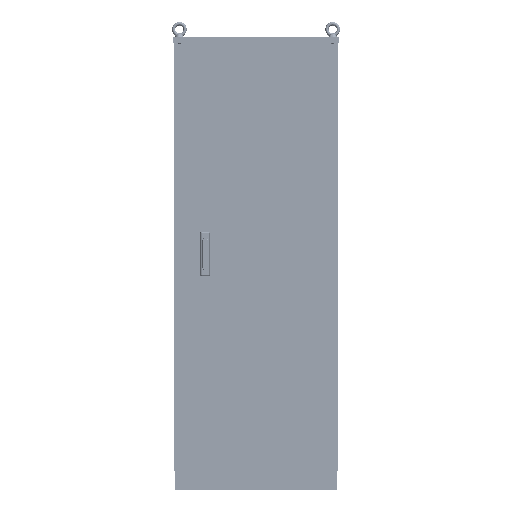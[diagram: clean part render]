
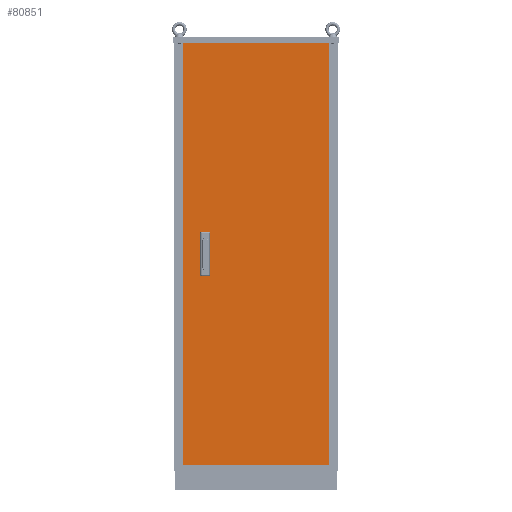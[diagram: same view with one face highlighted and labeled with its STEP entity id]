
A CAD part, top view. The second image highlights one B-rep face of the part: STEP entity #80851.
In plain terms, the highlighted planar face has unit normal (0, 0, 1).
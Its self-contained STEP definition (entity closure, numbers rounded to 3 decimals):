
#126 = VERTEX_POINT ( 'NONE', #85679 ) ;
#656 = CARTESIAN_POINT ( 'NONE',  ( -471., -75.25, 1.5 ) ) ;
#1363 = LINE ( 'NONE', #91182, #74808 ) ;
#4390 = VECTOR ( 'NONE', #12853, 1000. ) ;
#6674 = ORIENTED_EDGE ( 'NONE', *, *, #62416, .T. ) ;
#7252 = VERTEX_POINT ( 'NONE', #85525 ) ;
#7760 = DIRECTION ( 'NONE',  ( 0., -1., 0. ) ) ;
#8149 = EDGE_LOOP ( 'NONE', ( #64222, #77615, #38725, #86611 ) ) ;
#8824 = VECTOR ( 'NONE', #19733, 1000. ) ;
#10483 = CARTESIAN_POINT ( 'NONE',  ( -471., 24.75, 1.5 ) ) ;
#11099 = VECTOR ( 'NONE', #56184, 1000. ) ;
#11974 = ORIENTED_EDGE ( 'NONE', *, *, #61458, .F. ) ;
#12853 = DIRECTION ( 'NONE',  ( -1., 0., 0. ) ) ;
#13419 = VECTOR ( 'NONE', #83925, 1000. ) ;
#16230 = VERTEX_POINT ( 'NONE', #66852 ) ;
#18607 = DIRECTION ( 'NONE',  ( 0., -1., 0. ) ) ;
#19733 = DIRECTION ( 'NONE',  ( 0., 1., 0. ) ) ;
#20748 = CARTESIAN_POINT ( 'NONE',  ( -540., 778.5, 1.5 ) ) ;
#22217 = VERTEX_POINT ( 'NONE', #33232 ) ;
#22282 = DIRECTION ( 'NONE',  ( 1., 0., 0. ) ) ;
#23289 = LINE ( 'NONE', #76660, #4390 ) ;
#23496 = FACE_OUTER_BOUND ( 'NONE', #46077, .T. ) ;
#25533 = LINE ( 'NONE', #26911, #8824 ) ;
#25741 = DIRECTION ( 'NONE',  ( 0., 0., 1. ) ) ;
#26908 = EDGE_LOOP ( 'NONE', ( #80829, #34144, #11974, #63226 ) ) ;
#26911 = CARTESIAN_POINT ( 'NONE',  ( 0., 778.5, 1.5 ) ) ;
#28875 = ORIENTED_EDGE ( 'NONE', *, *, #62017, .T. ) ;
#29232 = CARTESIAN_POINT ( 'NONE',  ( -471., 24.75, 1.5 ) ) ;
#30066 = VECTOR ( 'NONE', #49025, 1000. ) ;
#31518 = VERTEX_POINT ( 'NONE', #41068 ) ;
#32580 = VECTOR ( 'NONE', #72216, 1000. ) ;
#33232 = CARTESIAN_POINT ( 'NONE',  ( -540., 778.5, 1.5 ) ) ;
#34144 = ORIENTED_EDGE ( 'NONE', *, *, #61327, .F. ) ;
#35579 = VECTOR ( 'NONE', #22282, 1000. ) ;
#36829 = VECTOR ( 'NONE', #48189, 1000. ) ;
#36914 = LINE ( 'NONE', #91783, #89118 ) ;
#37146 = VERTEX_POINT ( 'NONE', #54183 ) ;
#38725 = ORIENTED_EDGE ( 'NONE', *, *, #60781, .F. ) ;
#41045 = CARTESIAN_POINT ( 'NONE',  ( -445.5, -75.25, 1.5 ) ) ;
#41068 = CARTESIAN_POINT ( 'NONE',  ( -471., 75.25, 1.5 ) ) ;
#41973 = CARTESIAN_POINT ( 'NONE',  ( 0., -778.5, 1.5 ) ) ;
#42162 = DIRECTION ( 'NONE',  ( 0., 1., 0. ) ) ;
#42355 = VECTOR ( 'NONE', #7760, 1000. ) ;
#46077 = EDGE_LOOP ( 'NONE', ( #51068, #28875, #6674, #65538 ) ) ;
#48071 = LINE ( 'NONE', #54037, #64773 ) ;
#48189 = DIRECTION ( 'NONE',  ( 0., 1., 0. ) ) ;
#48500 = CARTESIAN_POINT ( 'NONE',  ( -471., -75.25, 1.5 ) ) ;
#48907 = VERTEX_POINT ( 'NONE', #65609 ) ;
#48944 = LINE ( 'NONE', #70264, #30066 ) ;
#49025 = DIRECTION ( 'NONE',  ( -1., 0., 0. ) ) ;
#50588 = CARTESIAN_POINT ( 'NONE',  ( -540., -778.5, 1.5 ) ) ;
#50929 = CARTESIAN_POINT ( 'NONE',  ( -445.5, -24.75, 1.5 ) ) ;
#51068 = ORIENTED_EDGE ( 'NONE', *, *, #61884, .T. ) ;
#51476 = LINE ( 'NONE', #29232, #32580 ) ;
#53460 = VERTEX_POINT ( 'NONE', #78044 ) ;
#54037 = CARTESIAN_POINT ( 'NONE',  ( -471., 75.25, 1.5 ) ) ;
#54183 = CARTESIAN_POINT ( 'NONE',  ( -445.5, -75.25, 1.5 ) ) ;
#54509 = LINE ( 'NONE', #50588, #35579 ) ;
#56184 = DIRECTION ( 'NONE',  ( 0., -1., 0. ) ) ;
#58138 = AXIS2_PLACEMENT_3D ( 'NONE', #61167, #25741, #75513 ) ;
#60220 = VERTEX_POINT ( 'NONE', #41973 ) ;
#60357 = EDGE_CURVE ( 'NONE', #91570, #53460, #51476, .T. ) ;
#60665 = EDGE_CURVE ( 'NONE', #31518, #91570, #48071, .T. ) ;
#60781 = EDGE_CURVE ( 'NONE', #16230, #31518, #1363, .T. ) ;
#60811 = EDGE_CURVE ( 'NONE', #53460, #16230, #36914, .T. ) ;
#61167 = CARTESIAN_POINT ( 'NONE',  ( 0., 0., 1.5 ) ) ;
#61295 = LINE ( 'NONE', #656, #42355 ) ;
#61297 = EDGE_CURVE ( 'NONE', #37146, #86834, #91213, .T. ) ;
#61315 = FACE_BOUND ( 'NONE', #26908, .T. ) ;
#61327 = EDGE_CURVE ( 'NONE', #62303, #37146, #70275, .T. ) ;
#61458 = EDGE_CURVE ( 'NONE', #7252, #62303, #61295, .T. ) ;
#61870 = EDGE_CURVE ( 'NONE', #86834, #7252, #48944, .T. ) ;
#61884 = EDGE_CURVE ( 'NONE', #22217, #48907, #86734, .T. ) ;
#62017 = EDGE_CURVE ( 'NONE', #48907, #60220, #54509, .T. ) ;
#62303 = VERTEX_POINT ( 'NONE', #67973 ) ;
#62416 = EDGE_CURVE ( 'NONE', #60220, #126, #25533, .T. ) ;
#62426 = EDGE_CURVE ( 'NONE', #126, #22217, #23289, .T. ) ;
#63226 = ORIENTED_EDGE ( 'NONE', *, *, #61870, .F. ) ;
#64222 = ORIENTED_EDGE ( 'NONE', *, *, #60357, .F. ) ;
#64773 = VECTOR ( 'NONE', #18607, 1000. ) ;
#65538 = ORIENTED_EDGE ( 'NONE', *, *, #62426, .T. ) ;
#65609 = CARTESIAN_POINT ( 'NONE',  ( -540., -778.5, 1.5 ) ) ;
#66852 = CARTESIAN_POINT ( 'NONE',  ( -445.5, 75.25, 1.5 ) ) ;
#67973 = CARTESIAN_POINT ( 'NONE',  ( -471., -75.25, 1.5 ) ) ;
#70250 = DIRECTION ( 'NONE',  ( -1., 0., 0. ) ) ;
#70264 = CARTESIAN_POINT ( 'NONE',  ( -471., -24.75, 1.5 ) ) ;
#70275 = LINE ( 'NONE', #48500, #13419 ) ;
#72216 = DIRECTION ( 'NONE',  ( 1., 0., 0. ) ) ;
#74808 = VECTOR ( 'NONE', #70250, 1000. ) ;
#75513 = DIRECTION ( 'NONE',  ( 1., 0., 0. ) ) ;
#76660 = CARTESIAN_POINT ( 'NONE',  ( -540., 778.5, 1.5 ) ) ;
#77615 = ORIENTED_EDGE ( 'NONE', *, *, #60665, .F. ) ;
#78015 = FACE_BOUND ( 'NONE', #8149, .T. ) ;
#78044 = CARTESIAN_POINT ( 'NONE',  ( -445.5, 24.75, 1.5 ) ) ;
#80829 = ORIENTED_EDGE ( 'NONE', *, *, #61297, .F. ) ;
#80851 = ADVANCED_FACE ( 'NONE', ( #78015, #61315, #23496 ), #82316, .T. ) ;
#82316 = PLANE ( 'NONE',  #58138 ) ;
#83925 = DIRECTION ( 'NONE',  ( 1., 0., 0. ) ) ;
#85525 = CARTESIAN_POINT ( 'NONE',  ( -471., -24.75, 1.5 ) ) ;
#85679 = CARTESIAN_POINT ( 'NONE',  ( 0., 778.5, 1.5 ) ) ;
#86611 = ORIENTED_EDGE ( 'NONE', *, *, #60811, .F. ) ;
#86734 = LINE ( 'NONE', #20748, #11099 ) ;
#86834 = VERTEX_POINT ( 'NONE', #50929 ) ;
#89118 = VECTOR ( 'NONE', #42162, 1000. ) ;
#91182 = CARTESIAN_POINT ( 'NONE',  ( -471., 75.25, 1.5 ) ) ;
#91213 = LINE ( 'NONE', #41045, #36829 ) ;
#91570 = VERTEX_POINT ( 'NONE', #10483 ) ;
#91783 = CARTESIAN_POINT ( 'NONE',  ( -445.5, 75.25, 1.5 ) ) ;
